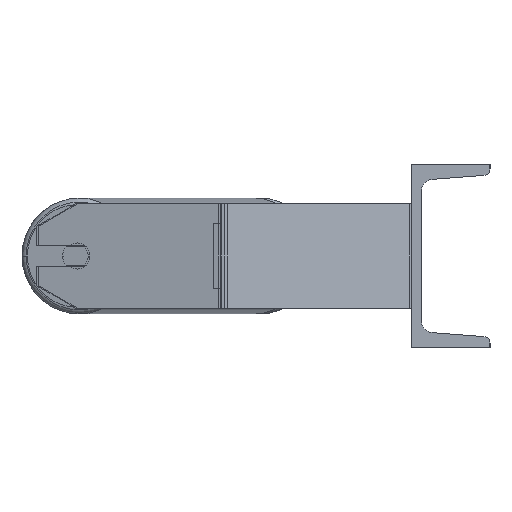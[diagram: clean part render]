
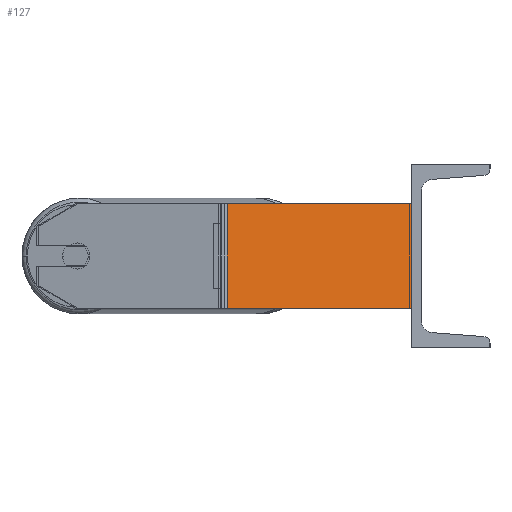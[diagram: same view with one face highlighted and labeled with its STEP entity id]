
A CAD part, left-side view. The second image highlights one B-rep face of the part: STEP entity #127.
In plain terms, the highlighted planar face has unit normal (-0.966, -0.259, 0).
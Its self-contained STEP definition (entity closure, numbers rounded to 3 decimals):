
#8 = DIRECTION ( 'NONE',  ( 0.259, -0.966, 0. ) ) ;
#127 = ADVANCED_FACE ( 'NONE', ( #6101 ), #7669, .F. ) ;
#221 = CARTESIAN_POINT ( 'NONE',  ( -1223.021, 141.897, -40. ) ) ;
#366 = ORIENTED_EDGE ( 'NONE', *, *, #953, .T. ) ;
#413 = CARTESIAN_POINT ( 'NONE',  ( -1185., 0., 40. ) ) ;
#590 = DIRECTION ( 'NONE',  ( -0.259, 0.966, 0. ) ) ;
#953 = EDGE_CURVE ( 'NONE', #3377, #8130, #4034, .T. ) ;
#1294 = LINE ( 'NONE', #7825, #4152 ) ;
#1989 = CARTESIAN_POINT ( 'NONE',  ( -1223.939, 145.323, 40. ) ) ;
#2281 = LINE ( 'NONE', #7832, #8895 ) ;
#2644 = CARTESIAN_POINT ( 'NONE',  ( -1185., 0., 40. ) ) ;
#2864 = CARTESIAN_POINT ( 'NONE',  ( -1223.021, 141.897, 40. ) ) ;
#3377 = VERTEX_POINT ( 'NONE', #2864 ) ;
#3447 = VERTEX_POINT ( 'NONE', #4666 ) ;
#3973 = EDGE_LOOP ( 'NONE', ( #7807, #7709, #4366, #366 ) ) ;
#4034 = LINE ( 'NONE', #6041, #8001 ) ;
#4152 = VECTOR ( 'NONE', #8545, 1000. ) ;
#4366 = ORIENTED_EDGE ( 'NONE', *, *, #8613, .F. ) ;
#4436 = VECTOR ( 'NONE', #5467, 1000. ) ;
#4577 = EDGE_CURVE ( 'NONE', #8130, #3447, #2281, .T. ) ;
#4666 = CARTESIAN_POINT ( 'NONE',  ( -1185., 0., -40. ) ) ;
#5213 = VERTEX_POINT ( 'NONE', #413 ) ;
#5467 = DIRECTION ( 'NONE',  ( 0., 0., -1. ) ) ;
#5653 = LINE ( 'NONE', #2644, #4436 ) ;
#6041 = CARTESIAN_POINT ( 'NONE',  ( -1223.021, 141.897, 40. ) ) ;
#6101 = FACE_OUTER_BOUND ( 'NONE', #3973, .T. ) ;
#7270 = AXIS2_PLACEMENT_3D ( 'NONE', #1989, #8171, #590 ) ;
#7669 = PLANE ( 'NONE',  #7270 ) ;
#7709 = ORIENTED_EDGE ( 'NONE', *, *, #8157, .F. ) ;
#7807 = ORIENTED_EDGE ( 'NONE', *, *, #4577, .T. ) ;
#7825 = CARTESIAN_POINT ( 'NONE',  ( -1223.939, 145.323, 40. ) ) ;
#7832 = CARTESIAN_POINT ( 'NONE',  ( -1223.939, 145.323, -40. ) ) ;
#8001 = VECTOR ( 'NONE', #8159, 1000. ) ;
#8130 = VERTEX_POINT ( 'NONE', #221 ) ;
#8157 = EDGE_CURVE ( 'NONE', #5213, #3447, #5653, .T. ) ;
#8159 = DIRECTION ( 'NONE',  ( 0., 0., -1. ) ) ;
#8171 = DIRECTION ( 'NONE',  ( 0.966, 0.259, 0. ) ) ;
#8545 = DIRECTION ( 'NONE',  ( 0.259, -0.966, 0. ) ) ;
#8613 = EDGE_CURVE ( 'NONE', #3377, #5213, #1294, .T. ) ;
#8895 = VECTOR ( 'NONE', #8, 1000. ) ;
